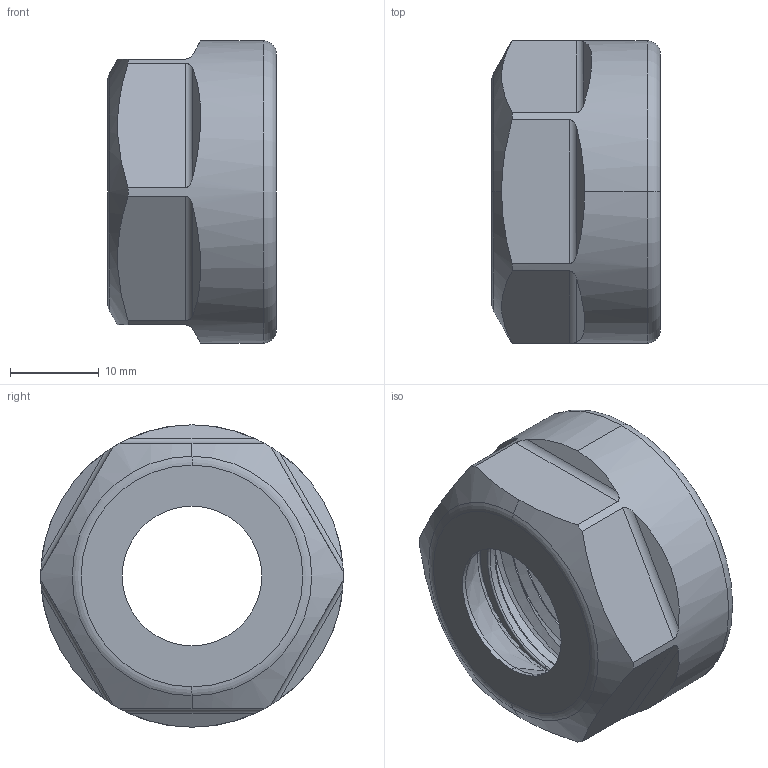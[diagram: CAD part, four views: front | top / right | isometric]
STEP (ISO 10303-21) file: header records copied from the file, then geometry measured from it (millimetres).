
FILE_DESCRIPTION (( 'STEP AP203' ), '1' );
FILE_NAME ('110.02.13.6.STEP', '2017-10-18T09:06:29', ( '' ), ( '' ), 'SwSTEP 2.0', 'SolidWorks 2012', '' );
FILE_SCHEMA (( 'CONFIG_CONTROL_DESIGN' ));
Length unit declared in the file: millimetre
Products named in the file (1): 110.02.13.6
Bounding box: 19 x 34 x 34 mm (x, y, z)
Volume: 7674.6 mm3; surface area: 5014.6 mm2
Topology: 1 solids, 1 shells, 71 faces, 184 edges, 114 vertices
Faces by surface type: cylinder 22, torus 17, plane 17, bspline 8, cone 7
Entity records: 3689 total; most frequent: CARTESIAN_POINT 2042, ORIENTED_EDGE 364, DIRECTION 296, EDGE_CURVE 182, AXIS2_PLACEMENT_3D 125, VERTEX_POINT 114, EDGE_LOOP 74, ADVANCED_FACE 71
